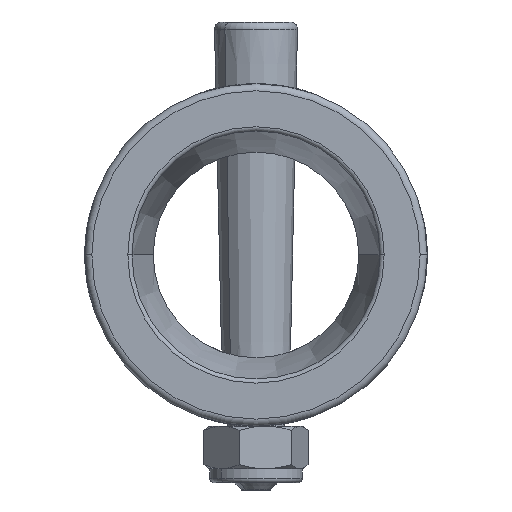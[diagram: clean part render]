
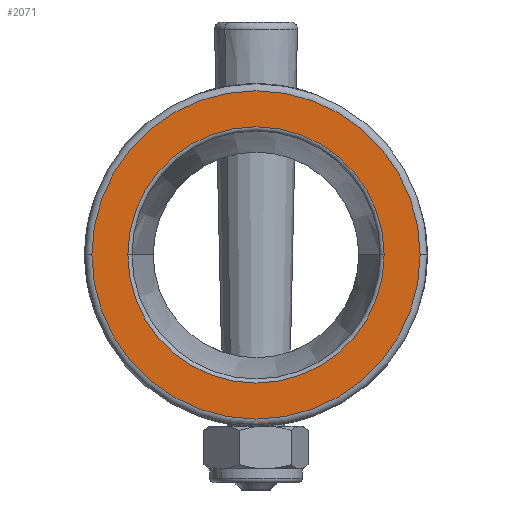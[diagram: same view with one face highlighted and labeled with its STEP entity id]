
A CAD part, front view. The second image highlights one B-rep face of the part: STEP entity #2071.
In plain terms, the highlighted face is planar.
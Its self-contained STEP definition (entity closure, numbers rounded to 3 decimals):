
#87 = EDGE_CURVE ( 'NONE', #3641, #1585, #1218, .T. ) ;
#154 = AXIS2_PLACEMENT_3D ( 'NONE', #1340, #1728, #1780 ) ;
#166 = PLANE ( 'NONE',  #4179 ) ;
#236 = CIRCLE ( 'NONE', #4008, 23.15 ) ;
#447 = EDGE_CURVE ( 'NONE', #1585, #3641, #236, .T. ) ;
#639 = DIRECTION ( 'NONE',  ( 0., 1., 0. ) ) ;
#790 = DIRECTION ( 'NONE',  ( 0., 0., -1. ) ) ;
#818 = EDGE_LOOP ( 'NONE', ( #911, #2854 ) ) ;
#889 = DIRECTION ( 'NONE',  ( 0., 0., -1. ) ) ;
#911 = ORIENTED_EDGE ( 'NONE', *, *, #447, .T. ) ;
#937 = VERTEX_POINT ( 'NONE', #3182 ) ;
#1117 = CARTESIAN_POINT ( 'NONE',  ( 0., 0., 0. ) ) ;
#1218 = CIRCLE ( 'NONE', #154, 23.15 ) ;
#1340 = CARTESIAN_POINT ( 'NONE',  ( 0., 0., 0. ) ) ;
#1366 = DIRECTION ( 'NONE',  ( 0., 0., 1. ) ) ;
#1448 = ORIENTED_EDGE ( 'NONE', *, *, #1825, .T. ) ;
#1479 = EDGE_LOOP ( 'NONE', ( #1448, #3894 ) ) ;
#1480 = DIRECTION ( 'NONE',  ( 0., 1., 0. ) ) ;
#1585 = VERTEX_POINT ( 'NONE', #3047 ) ;
#1728 = DIRECTION ( 'NONE',  ( 0., 0., -1. ) ) ;
#1774 = CARTESIAN_POINT ( 'NONE',  ( 0., 0., 0. ) ) ;
#1780 = DIRECTION ( 'NONE',  ( 0., 1., 0. ) ) ;
#1825 = EDGE_CURVE ( 'NONE', #937, #3734, #2328, .T. ) ;
#1900 = EDGE_CURVE ( 'NONE', #3734, #937, #2121, .T. ) ;
#2071 = ADVANCED_FACE ( 'NONE', ( #3021, #2169 ), #166, .T. ) ;
#2121 = CIRCLE ( 'NONE', #2362, 18.076 ) ;
#2169 = FACE_OUTER_BOUND ( 'NONE', #818, .T. ) ;
#2210 = CARTESIAN_POINT ( 'NONE',  ( 0., -18.076, 0. ) ) ;
#2313 = DIRECTION ( 'NONE',  ( 0., 1., 0. ) ) ;
#2328 = CIRCLE ( 'NONE', #3721, 18.076 ) ;
#2362 = AXIS2_PLACEMENT_3D ( 'NONE', #1774, #2856, #3824 ) ;
#2672 = CARTESIAN_POINT ( 'NONE',  ( 0., 24.15, 0. ) ) ;
#2756 = CARTESIAN_POINT ( 'NONE',  ( 0., 0., 0. ) ) ;
#2854 = ORIENTED_EDGE ( 'NONE', *, *, #87, .T. ) ;
#2856 = DIRECTION ( 'NONE',  ( 0., 0., 1. ) ) ;
#3021 = FACE_BOUND ( 'NONE', #1479, .T. ) ;
#3047 = CARTESIAN_POINT ( 'NONE',  ( 0., 23.15, 0. ) ) ;
#3182 = CARTESIAN_POINT ( 'NONE',  ( 0., 18.076, 0. ) ) ;
#3641 = VERTEX_POINT ( 'NONE', #4052 ) ;
#3721 = AXIS2_PLACEMENT_3D ( 'NONE', #2756, #1366, #639 ) ;
#3734 = VERTEX_POINT ( 'NONE', #2210 ) ;
#3824 = DIRECTION ( 'NONE',  ( 0., 1., 0. ) ) ;
#3894 = ORIENTED_EDGE ( 'NONE', *, *, #1900, .T. ) ;
#4008 = AXIS2_PLACEMENT_3D ( 'NONE', #1117, #790, #1480 ) ;
#4052 = CARTESIAN_POINT ( 'NONE',  ( 0., -23.15, 0. ) ) ;
#4179 = AXIS2_PLACEMENT_3D ( 'NONE', #2672, #889, #2313 ) ;
